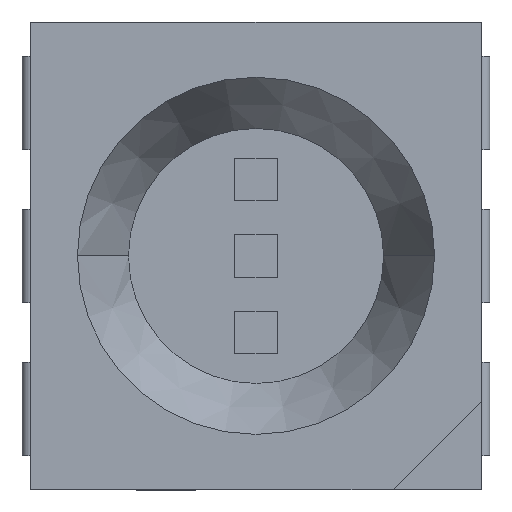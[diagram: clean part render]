
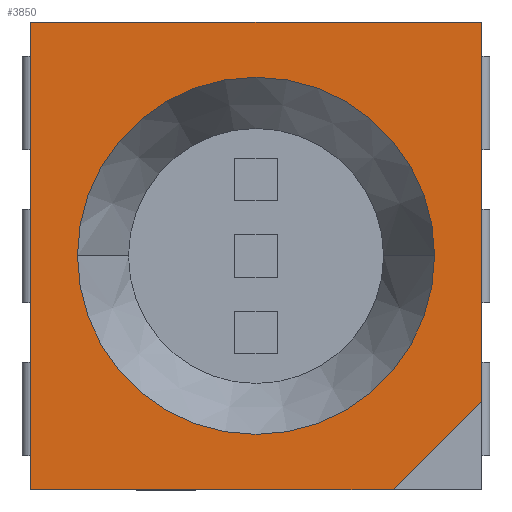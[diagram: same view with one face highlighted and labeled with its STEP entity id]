
A CAD part, top view. The second image highlights one B-rep face of the part: STEP entity #3850.
In plain terms, the highlighted planar face has unit normal (0, 0, 1).
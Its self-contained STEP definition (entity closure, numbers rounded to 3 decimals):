
#28 = DIRECTION ( 'NONE',  ( 0., 0., 1. ) ) ;
#102 = DIRECTION ( 'NONE',  ( -1., 0., 0. ) ) ;
#135 = CARTESIAN_POINT ( 'NONE',  ( 4.262, 0., 2.5 ) ) ;
#151 = EDGE_CURVE ( 'NONE', #2308, #3204, #1813, .T. ) ;
#273 = EDGE_CURVE ( 'NONE', #3148, #3829, #1718, .T. ) ;
#347 = CARTESIAN_POINT ( 'NONE',  ( 0.55, 2.75, 2.5 ) ) ;
#583 = CARTESIAN_POINT ( 'NONE',  ( 4.262, 0., 2.5 ) ) ;
#598 = EDGE_CURVE ( 'NONE', #1381, #651, #982, .T. ) ;
#651 = VERTEX_POINT ( 'NONE', #135 ) ;
#771 = LINE ( 'NONE', #2684, #2513 ) ;
#774 = ORIENTED_EDGE ( 'NONE', *, *, #1666, .T. ) ;
#866 = VECTOR ( 'NONE', #3489, 1000. ) ;
#904 = EDGE_CURVE ( 'NONE', #3685, #3148, #771, .T. ) ;
#982 = LINE ( 'NONE', #1356, #3917 ) ;
#1087 = CARTESIAN_POINT ( 'NONE',  ( 5.3, 5.5, 2.5 ) ) ;
#1251 = LINE ( 'NONE', #583, #3461 ) ;
#1257 = CIRCLE ( 'NONE', #1387, 2.1 ) ;
#1279 = DIRECTION ( 'NONE',  ( 0., 0., -1. ) ) ;
#1339 = ORIENTED_EDGE ( 'NONE', *, *, #598, .T. ) ;
#1345 = EDGE_LOOP ( 'NONE', ( #3238, #3393 ) ) ;
#1356 = CARTESIAN_POINT ( 'NONE',  ( 0., 0., 2.5 ) ) ;
#1381 = VERTEX_POINT ( 'NONE', #1641 ) ;
#1387 = AXIS2_PLACEMENT_3D ( 'NONE', #1875, #1279, #1630 ) ;
#1459 = CARTESIAN_POINT ( 'NONE',  ( 4.75, 2.75, 2.5 ) ) ;
#1630 = DIRECTION ( 'NONE',  ( 1., 0., 0. ) ) ;
#1641 = CARTESIAN_POINT ( 'NONE',  ( 0., 0., 2.5 ) ) ;
#1666 = EDGE_CURVE ( 'NONE', #3829, #1381, #3784, .T. ) ;
#1718 = LINE ( 'NONE', #4103, #3078 ) ;
#1758 = DIRECTION ( 'NONE',  ( 0., 1., 0. ) ) ;
#1813 = CIRCLE ( 'NONE', #2299, 2.1 ) ;
#1875 = CARTESIAN_POINT ( 'NONE',  ( 2.65, 2.75, 2.5 ) ) ;
#1891 = DIRECTION ( 'NONE',  ( 0.707, 0.707, 0. ) ) ;
#2299 = AXIS2_PLACEMENT_3D ( 'NONE', #3230, #2908, #3580 ) ;
#2308 = VERTEX_POINT ( 'NONE', #347 ) ;
#2373 = ORIENTED_EDGE ( 'NONE', *, *, #904, .T. ) ;
#2513 = VECTOR ( 'NONE', #1758, 1000. ) ;
#2607 = FACE_OUTER_BOUND ( 'NONE', #2901, .T. ) ;
#2669 = DIRECTION ( 'NONE',  ( 1., 0., 0. ) ) ;
#2684 = CARTESIAN_POINT ( 'NONE',  ( 5.3, 5.5, 2.5 ) ) ;
#2789 = EDGE_CURVE ( 'NONE', #3204, #2308, #1257, .T. ) ;
#2836 = CARTESIAN_POINT ( 'NONE',  ( 0., 5.5, 2.5 ) ) ;
#2901 = EDGE_LOOP ( 'NONE', ( #3673, #774, #1339, #4099, #2373 ) ) ;
#2908 = DIRECTION ( 'NONE',  ( 0., 0., -1. ) ) ;
#2952 = CARTESIAN_POINT ( 'NONE',  ( 0., 5.5, 2.5 ) ) ;
#2974 = AXIS2_PLACEMENT_3D ( 'NONE', #3390, #28, #3702 ) ;
#2975 = FACE_BOUND ( 'NONE', #1345, .T. ) ;
#2980 = CARTESIAN_POINT ( 'NONE',  ( 5.3, 1.038, 2.5 ) ) ;
#3078 = VECTOR ( 'NONE', #102, 1000. ) ;
#3148 = VERTEX_POINT ( 'NONE', #1087 ) ;
#3204 = VERTEX_POINT ( 'NONE', #1459 ) ;
#3230 = CARTESIAN_POINT ( 'NONE',  ( 2.65, 2.75, 2.5 ) ) ;
#3238 = ORIENTED_EDGE ( 'NONE', *, *, #2789, .T. ) ;
#3390 = CARTESIAN_POINT ( 'NONE',  ( 0., 5.5, 2.5 ) ) ;
#3393 = ORIENTED_EDGE ( 'NONE', *, *, #151, .T. ) ;
#3461 = VECTOR ( 'NONE', #1891, 1000. ) ;
#3489 = DIRECTION ( 'NONE',  ( 0., -1., 0. ) ) ;
#3580 = DIRECTION ( 'NONE',  ( 1., 0., 0. ) ) ;
#3583 = PLANE ( 'NONE',  #2974 ) ;
#3673 = ORIENTED_EDGE ( 'NONE', *, *, #273, .T. ) ;
#3685 = VERTEX_POINT ( 'NONE', #2980 ) ;
#3702 = DIRECTION ( 'NONE',  ( 1., 0., 0. ) ) ;
#3784 = LINE ( 'NONE', #2836, #866 ) ;
#3829 = VERTEX_POINT ( 'NONE', #2952 ) ;
#3850 = ADVANCED_FACE ( 'NONE', ( #2607, #2975 ), #3583, .T. ) ;
#3917 = VECTOR ( 'NONE', #2669, 1000. ) ;
#4099 = ORIENTED_EDGE ( 'NONE', *, *, #4116, .T. ) ;
#4103 = CARTESIAN_POINT ( 'NONE',  ( 5.3, 5.5, 2.5 ) ) ;
#4116 = EDGE_CURVE ( 'NONE', #651, #3685, #1251, .T. ) ;
